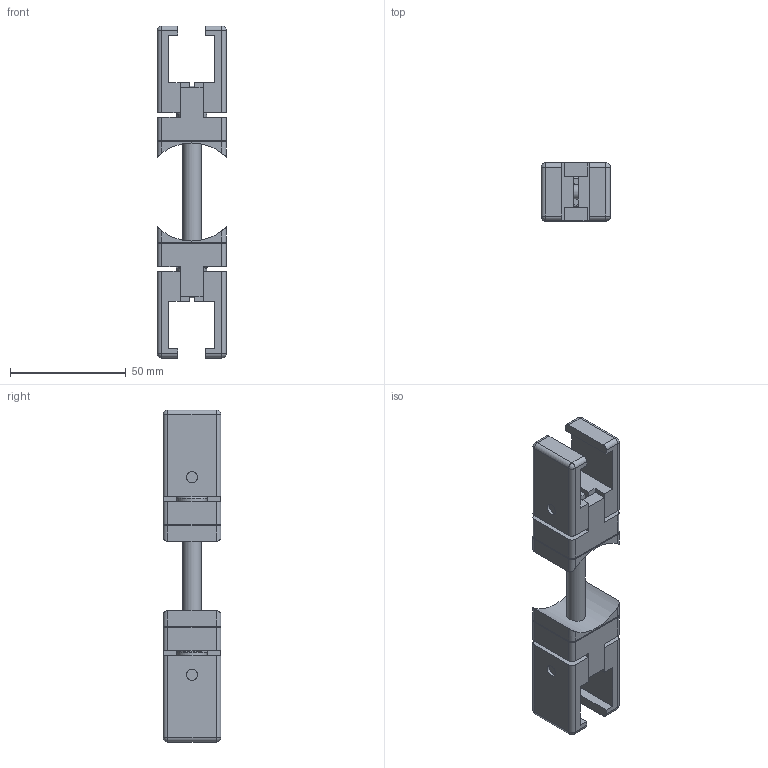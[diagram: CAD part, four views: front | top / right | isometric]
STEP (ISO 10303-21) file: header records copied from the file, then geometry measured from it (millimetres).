
FILE_DESCRIPTION(/* description */ ('-'),/* implementation_level */ '2;1');
FILE_NAME(/* name */ 'ee746138-070a-439a-a200-3af057d28d91.stp',/* time_stamp */ '2021-07-08T11:35:03+02:00',/* author */ ('-'),/* organization */ ('Carl Stahl'),/* preprocessor_version */ 'ST-DEVELOPER v18',/* originating_system */ 'Autodesk Inventor 2020',/* authorisation */ '-');
FILE_SCHEMA (('AUTOMOTIVE_DESIGN { 1 0 10303 214 3 1 1 }'));
Length unit declared in the file: millimetre
Products named in the file (10): CX3-42020-DD424; CX3-42020; CX3-42020_1; CX3-42020-01; CX3-42020-02; CX3-42020-03; DIN 7984 - M6 x 25; SS-ISO 7040 - M8; DIN 912 - M8 x 60; CX3-42020-424
Assembly tree (14 placements, depth 3):
  CX3-42020-DD424
    CX3-42020
      CX3-42020-01
      CX3-42020-02
      CX3-42020-03
      DIN 7984 - M6 x 25
    CX3-42020_1
      CX3-42020-01
      CX3-42020-02
      CX3-42020-03
      DIN 7984 - M6 x 25
    SS-ISO 7040 - M8
    DIN 912 - M8 x 60
    CX3-42020-424  x2
Bounding box: 30.2 x 25 x 143.4 mm (x, y, z)
Volume: 50985.6 mm3; surface area: 30157.4 mm2
Topology: 12 solids, 12 shells, 327 faces, 839 edges, 555 vertices
Faces by surface type: plane 197, cylinder 96, cone 20, sphere 8, torus 6
Full cylindrical faces by diameter (mm): 3 x4, 4.917 x2, 6 x2, 6.6 x2, 6.647 x1, 8 x1, 8.2 x2, 9 x2, 10 x2, 11 x2, 13 x2
Entity records: 6022 total; most frequent: CARTESIAN_POINT 1125, DIRECTION 975, ORIENTED_EDGE 928, EDGE_CURVE 464, AXIS2_PLACEMENT_3D 347, VERTEX_POINT 307, LINE 281, VECTOR 281
